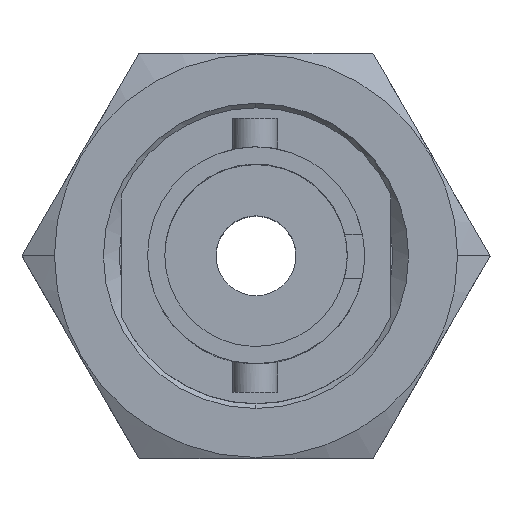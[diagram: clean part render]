
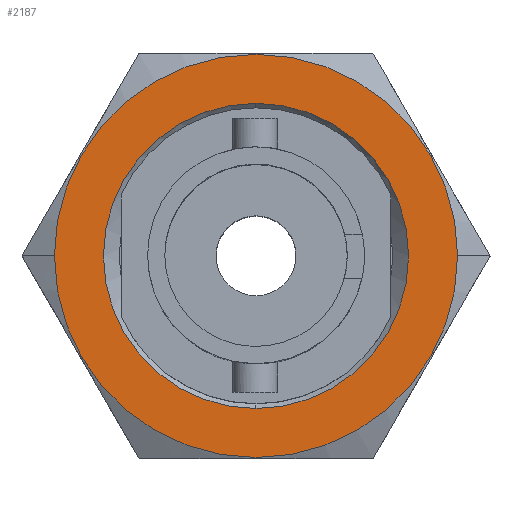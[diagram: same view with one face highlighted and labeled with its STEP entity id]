
A CAD part, top view. The second image highlights one B-rep face of the part: STEP entity #2187.
In plain terms, the highlighted planar face has unit normal (0, 0, 1).
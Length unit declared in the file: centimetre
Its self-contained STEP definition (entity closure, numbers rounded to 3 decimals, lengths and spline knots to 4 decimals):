
#383 = EDGE_LOOP ( 'NONE', ( #6464, #6463 ) ) ;
#402 = EDGE_LOOP ( 'NONE', ( #6465, #6768 ) ) ;
#1317 = VERTEX_POINT ( 'NONE', #9951 ) ;
#1417 = VERTEX_POINT ( 'NONE', #10023 ) ;
#1564 = VERTEX_POINT ( 'NONE', #6283 ) ;
#1731 = VERTEX_POINT ( 'NONE', #9859 ) ;
#1999 = EDGE_CURVE ( 'NONE', #1317, #1417, #11041, .T. ) ;
#2007 = EDGE_CURVE ( 'NONE', #1564, #1731, #11049, .T. ) ;
#2187 = ADVANCED_FACE ( 'NONE', ( #11285, #11288 ), #9395, .F. ) ;
#5966 = CARTESIAN_POINT ( 'NONE',  ( 0., 0., -1.2459 ) ) ;
#5967 = DIRECTION ( 'NONE',  ( 0., 0., -1. ) ) ;
#5968 = DIRECTION ( 'NONE',  ( 0., -1., 0. ) ) ;
#6042 = CARTESIAN_POINT ( 'NONE',  ( 0., 0., -1.2459 ) ) ;
#6043 = DIRECTION ( 'NONE',  ( 0., 0., -1. ) ) ;
#6044 = DIRECTION ( 'NONE',  ( -1., 0., 0. ) ) ;
#6283 = CARTESIAN_POINT ( 'NONE',  ( -0.6316, 0., -1.2459 ) ) ;
#6463 = ORIENTED_EDGE ( 'NONE', *, *, #10381, .T. ) ;
#6464 = ORIENTED_EDGE ( 'NONE', *, *, #1999, .T. ) ;
#6465 = ORIENTED_EDGE ( 'NONE', *, *, #2007, .F. ) ;
#6768 = ORIENTED_EDGE ( 'NONE', *, *, #10409, .F. ) ;
#8205 = CIRCLE ( 'NONE', #11872, 0.4782 ) ;
#8251 = CIRCLE ( 'NONE', #11880, 0.6316 ) ;
#8876 = CARTESIAN_POINT ( 'NONE',  ( 0., 0., -1.2459 ) ) ;
#8877 = DIRECTION ( 'NONE',  ( 0., 0., -1. ) ) ;
#8878 = DIRECTION ( 'NONE',  ( 0., -1., 0. ) ) ;
#8923 = CARTESIAN_POINT ( 'NONE',  ( 0., 0., -1.2459 ) ) ;
#8924 = DIRECTION ( 'NONE',  ( 0., 0., -1. ) ) ;
#8925 = DIRECTION ( 'NONE',  ( -1., 0., 0. ) ) ;
#9389 = CARTESIAN_POINT ( 'NONE',  ( 0.7332, 0., -1.2459 ) ) ;
#9395 = PLANE ( 'NONE',  #10950 ) ;
#9397 = DIRECTION ( 'NONE',  ( 0., 0., -1. ) ) ;
#9398 = DIRECTION ( 'NONE',  ( -1., 0., 0. ) ) ;
#9859 = CARTESIAN_POINT ( 'NONE',  ( 0.6316, 0., -1.2459 ) ) ;
#9951 = CARTESIAN_POINT ( 'NONE',  ( 0., -0.4782, -1.2459 ) ) ;
#10023 = CARTESIAN_POINT ( 'NONE',  ( 0., 0.4782, -1.2459 ) ) ;
#10381 = EDGE_CURVE ( 'NONE', #1417, #1317, #8205, .T. ) ;
#10409 = EDGE_CURVE ( 'NONE', #1731, #1564, #8251, .T. ) ;
#10790 = AXIS2_PLACEMENT_3D ( 'NONE', #8876, #8877, #8878 ) ;
#10792 = AXIS2_PLACEMENT_3D ( 'NONE', #8923, #8924, #8925 ) ;
#10950 = AXIS2_PLACEMENT_3D ( 'NONE', #9389, #9397, #9398 ) ;
#11041 = CIRCLE ( 'NONE', #10790, 0.4782 ) ;
#11049 = CIRCLE ( 'NONE', #10792, 0.6316 ) ;
#11285 = FACE_OUTER_BOUND ( 'NONE', #402, .T. ) ;
#11288 = FACE_BOUND ( 'NONE', #383, .T. ) ;
#11872 = AXIS2_PLACEMENT_3D ( 'NONE', #5966, #5967, #5968 ) ;
#11880 = AXIS2_PLACEMENT_3D ( 'NONE', #6042, #6043, #6044 ) ;
